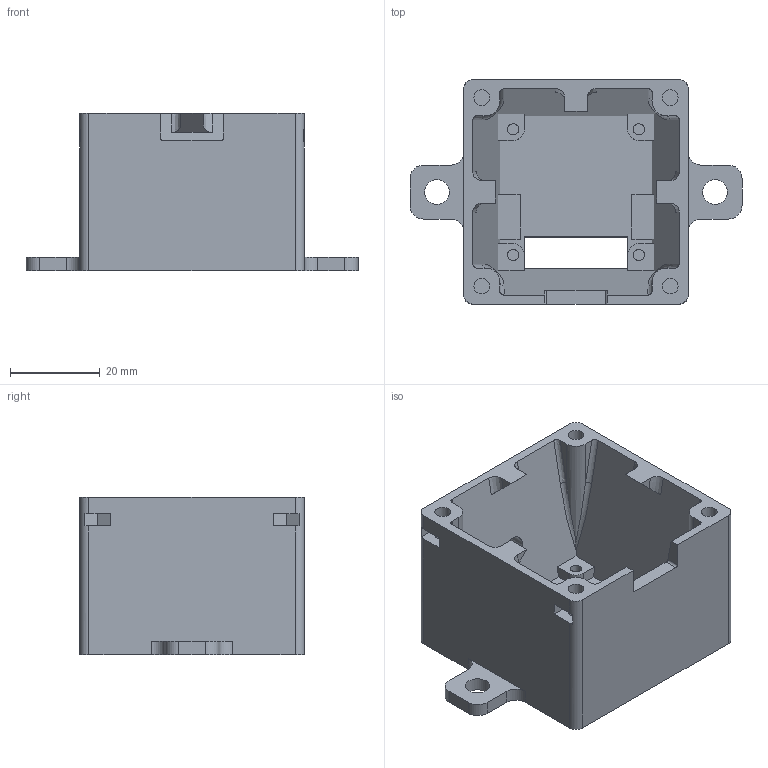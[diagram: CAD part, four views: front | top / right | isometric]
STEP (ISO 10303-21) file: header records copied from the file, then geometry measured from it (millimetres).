
FILE_DESCRIPTION(/* description */ ('Alibre Inc.'),/* implementation_level */ '2;1');
FILE_NAME(/* name */ 'export0',/* time_stamp */ '2015-07-11T14:34:02+12:00',/* author */ (''),/* organization */ (''),/* preprocessor_version */ 'ST-DEVELOPER v14',/* originating_system */ 'Alibre',/* authorisation */ '');
FILE_SCHEMA (('CONFIG_CONTROL_DESIGN'));
Length unit declared in the file: centimetre
Products named in the file (1): ID_1
Bounding box: 74 x 50 x 35 mm (x, y, z)
Volume: 36048.4 mm3; surface area: 18261.7 mm2
Topology: 1 solids, 1 shells, 186 faces, 520 edges, 351 vertices
Faces by surface type: plane 123, cylinder 37, bspline 26
Full cylindrical faces by diameter (mm): 2.5 x4, 3.5 x8, 5 x1, 5.5 x2
Entity records: 10755 total; most frequent: CARTESIAN_POINT 6387, ORIENTED_EDGE 988, DIRECTION 636, EDGE_CURVE 494, VERTEX_POINT 340, VECTOR 281, LINE 281, AXIS2_PLACEMENT_3D 239
